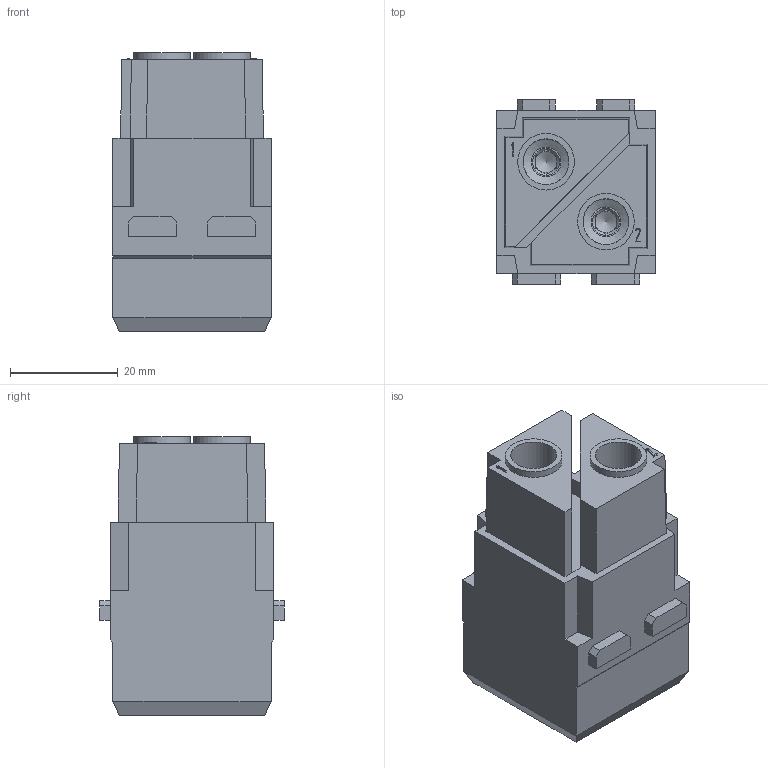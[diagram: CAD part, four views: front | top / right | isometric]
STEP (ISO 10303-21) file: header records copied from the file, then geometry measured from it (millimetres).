
FILE_DESCRIPTION(/* description */ (''),/* implementation_level */ '2;1');
FILE_NAME(/* name */ '100195474ugm000_c.stp',/* time_stamp */ '2019-05-21T10:56:01+02:00',/* author */ (''),/* organization */ (''),/* preprocessor_version */ 'ST-DEVELOPER v16.7',/* originating_system */ 'SIEMENS PLM Software NX 12.0',/* authorisation */ '');
FILE_SCHEMA (('AUTOMOTIVE_DESIGN { 1 0 10303 214 3 1 1 1 }'));
Length unit declared in the file: millimetre
Products named in the file (1): 100195474ugm000_c
Bounding box: 29.4 x 34.2 x 51.6 mm (x, y, z)
Volume: 33722.2 mm3; surface area: 11577.2 mm2
Topology: 1 solids, 1 shells, 318 faces, 944 edges, 776 vertices
Faces by surface type: plane 246, cylinder 30, extrusion 24, cone 14, bspline 4
Full cylindrical faces by diameter (mm): 1.139 x1, 1.346 x1, 4 x2, 5.5 x2, 8 x2, 8.5 x4, 10.5 x2, 12 x2
Entity records: 11819 total; most frequent: CARTESIAN_POINT 2339, ORIENTED_EDGE 1558, DIRECTION 1500, EDGE_CURVE 779, VECTOR 718, LINE 694, VERTEX_POINT 531, AXIS2_PLACEMENT_3D 391
